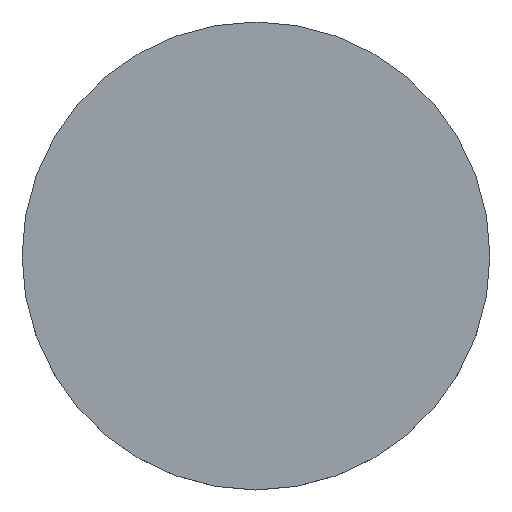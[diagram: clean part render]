
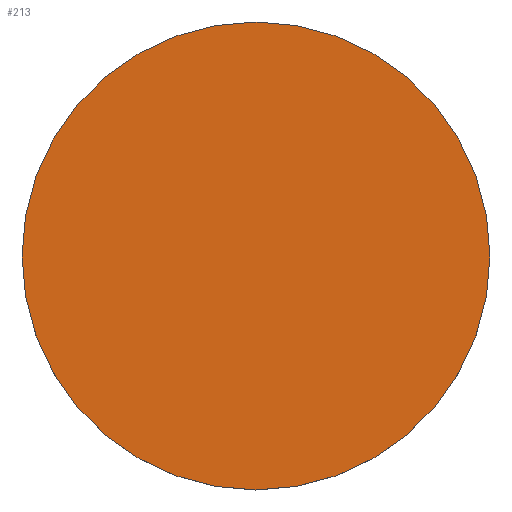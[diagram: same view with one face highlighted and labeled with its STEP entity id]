
A CAD part, top view. The second image highlights one B-rep face of the part: STEP entity #213.
In plain terms, the highlighted planar face has unit normal (0, 0, 1).
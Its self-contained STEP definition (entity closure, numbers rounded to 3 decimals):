
#7 = AXIS2_PLACEMENT_3D ( 'NONE', #128, #29, #44 ) ;
#10 = CIRCLE ( 'NONE', #7, 19.05 ) ;
#15 = FACE_OUTER_BOUND ( 'NONE', #37, .T. ) ;
#18 = VERTEX_POINT ( 'NONE', #24 ) ;
#24 = CARTESIAN_POINT ( 'NONE',  ( 19.05, 0., 4. ) ) ;
#29 = DIRECTION ( 'NONE',  ( 0., 0., -1. ) ) ;
#37 = EDGE_LOOP ( 'NONE', ( #83, #71 ) ) ;
#38 = EDGE_CURVE ( 'NONE', #18, #45, #94, .T. ) ;
#44 = DIRECTION ( 'NONE',  ( 1., 0., 0. ) ) ;
#45 = VERTEX_POINT ( 'NONE', #159 ) ;
#46 = CARTESIAN_POINT ( 'NONE',  ( 0., 39.066, 4. ) ) ;
#71 = ORIENTED_EDGE ( 'NONE', *, *, #91, .F. ) ;
#83 = ORIENTED_EDGE ( 'NONE', *, *, #38, .F. ) ;
#91 = EDGE_CURVE ( 'NONE', #45, #18, #10, .T. ) ;
#94 = CIRCLE ( 'NONE', #197, 19.05 ) ;
#124 = CARTESIAN_POINT ( 'NONE',  ( 0., 0., 4. ) ) ;
#128 = CARTESIAN_POINT ( 'NONE',  ( 0., 0., 4. ) ) ;
#142 = DIRECTION ( 'NONE',  ( 1., 0., 0. ) ) ;
#144 = DIRECTION ( 'NONE',  ( 0., 0., -1. ) ) ;
#146 = DIRECTION ( 'NONE',  ( 0., 0., 1. ) ) ;
#159 = CARTESIAN_POINT ( 'NONE',  ( -19.05, 0., 4. ) ) ;
#169 = PLANE ( 'NONE',  #185 ) ;
#185 = AXIS2_PLACEMENT_3D ( 'NONE', #46, #146, #235 ) ;
#197 = AXIS2_PLACEMENT_3D ( 'NONE', #124, #144, #142 ) ;
#213 = ADVANCED_FACE ( 'NONE', ( #15 ), #169, .T. ) ;
#235 = DIRECTION ( 'NONE',  ( 1., 0., 0. ) ) ;
